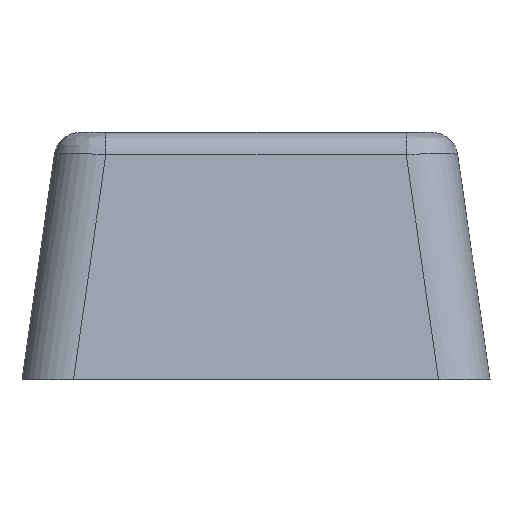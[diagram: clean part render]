
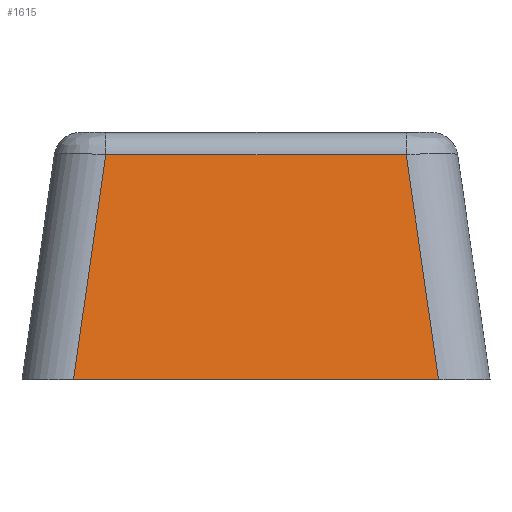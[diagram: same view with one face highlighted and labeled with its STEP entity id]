
A CAD part, left-side view. The second image highlights one B-rep face of the part: STEP entity #1615.
In plain terms, the highlighted planar face has unit normal (-0.99, 0, 0.142).
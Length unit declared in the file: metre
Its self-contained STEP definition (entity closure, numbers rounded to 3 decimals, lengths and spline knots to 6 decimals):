
#167=LINE('',#2395,#316);
#174=LINE('',#2423,#323);
#175=LINE('',#2425,#324);
#176=LINE('',#2427,#325);
#316=VECTOR('',#1898,1.);
#323=VECTOR('',#1921,1.);
#324=VECTOR('',#1922,1.);
#325=VECTOR('',#1923,1.);
#524=ORIENTED_EDGE('',*,*,#1008,.T.);
#525=ORIENTED_EDGE('',*,*,#1022,.T.);
#526=ORIENTED_EDGE('',*,*,#1023,.T.);
#527=ORIENTED_EDGE('',*,*,#1024,.T.);
#1008=EDGE_CURVE('',#1258,#1257,#167,.T.);
#1022=EDGE_CURVE('',#1257,#1271,#174,.T.);
#1023=EDGE_CURVE('',#1271,#1272,#175,.F.);
#1024=EDGE_CURVE('',#1272,#1258,#176,.F.);
#1257=VERTEX_POINT('',#2394);
#1258=VERTEX_POINT('',#2396);
#1271=VERTEX_POINT('',#2424);
#1272=VERTEX_POINT('',#2426);
#1380=EDGE_LOOP('',(#524,#525,#526,#527));
#1479=FACE_BOUND('',#1380,.T.);
#1574=PLANE('',#1747);
#1615=ADVANCED_FACE('',(#1479),#1574,.T.);
#1747=AXIS2_PLACEMENT_3D('',#2422,#1919,#1920);
#1898=DIRECTION('',(0.,-1.,0.));
#1919=DIRECTION('',(-0.99,0.,0.142));
#1920=DIRECTION('',(0.142,0.,0.99));
#1921=DIRECTION('',(0.141,0.141,0.98));
#1922=DIRECTION('',(0.,-1.,0.));
#1923=DIRECTION('',(0.141,-0.141,0.98));
#2394=CARTESIAN_POINT('',(0.127,-0.01702,0.));
#2395=CARTESIAN_POINT('',(0.127,-0.01,0.));
#2396=CARTESIAN_POINT('',(0.127,-0.00298,0.));
#2422=CARTESIAN_POINT('',(0.127,-0.019,0.));
#2423=CARTESIAN_POINT('',(0.126961,-0.01706,-0.000273));
#2424=CARTESIAN_POINT('',(0.128243,-0.015777,0.008642));
#2425=CARTESIAN_POINT('',(0.128243,-0.019,0.008642));
#2426=CARTESIAN_POINT('',(0.128243,-0.004223,0.008642));
#2427=CARTESIAN_POINT('',(0.127318,-0.003298,0.002213));
